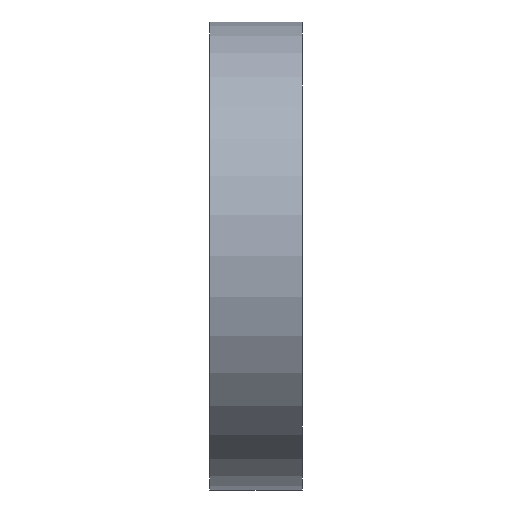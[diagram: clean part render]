
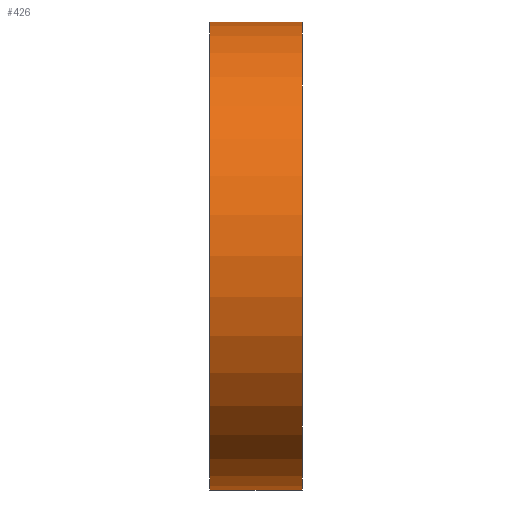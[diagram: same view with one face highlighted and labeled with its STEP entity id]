
A CAD part, left-side view. The second image highlights one B-rep face of the part: STEP entity #426.
In plain terms, the highlighted cylindrical face has radius 25.4 mm (diameter 50.8 mm), a partial arc.
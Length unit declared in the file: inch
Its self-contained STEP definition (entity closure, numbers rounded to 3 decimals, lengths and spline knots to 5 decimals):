
#74 = CARTESIAN_POINT ( 'NONE',  ( 0., 0.394, 0. ) ) ;
#98 = AXIS2_PLACEMENT_3D ( 'NONE', #74, #431, #636 ) ;
#110 = CARTESIAN_POINT ( 'NONE',  ( 0., 0.394, 1. ) ) ;
#120 = CARTESIAN_POINT ( 'NONE',  ( 0., 0., 1. ) ) ;
#134 = CARTESIAN_POINT ( 'NONE',  ( 0., 0., -1. ) ) ;
#135 = CIRCLE ( 'NONE', #892, 1. ) ;
#193 = ORIENTED_EDGE ( 'NONE', *, *, #595, .F. ) ;
#239 = CARTESIAN_POINT ( 'NONE',  ( 0., 0., 0. ) ) ;
#245 = DIRECTION ( 'NONE',  ( 0., 1., 0. ) ) ;
#262 = CARTESIAN_POINT ( 'NONE',  ( 0., 0.394, -1. ) ) ;
#273 = VERTEX_POINT ( 'NONE', #134 ) ;
#354 = VERTEX_POINT ( 'NONE', #808 ) ;
#382 = EDGE_CURVE ( 'NONE', #1155, #354, #135, .T. ) ;
#426 = ADVANCED_FACE ( 'NONE', ( #608 ), #1065, .T. ) ;
#431 = DIRECTION ( 'NONE',  ( 0., -1., 0. ) ) ;
#515 = ORIENTED_EDGE ( 'NONE', *, *, #797, .T. ) ;
#525 = AXIS2_PLACEMENT_3D ( 'NONE', #239, #912, #612 ) ;
#537 = DIRECTION ( 'NONE',  ( 0., -1., 0. ) ) ;
#565 = EDGE_CURVE ( 'NONE', #1155, #273, #630, .T. ) ;
#595 = EDGE_CURVE ( 'NONE', #354, #651, #1008, .T. ) ;
#608 = FACE_OUTER_BOUND ( 'NONE', #711, .T. ) ;
#612 = DIRECTION ( 'NONE',  ( 0., 0., 1. ) ) ;
#630 = LINE ( 'NONE', #262, #670 ) ;
#636 = DIRECTION ( 'NONE',  ( 0., 0., -1. ) ) ;
#651 = VERTEX_POINT ( 'NONE', #120 ) ;
#670 = VECTOR ( 'NONE', #537, 39.37008 ) ;
#711 = EDGE_LOOP ( 'NONE', ( #193, #1127, #832, #515 ) ) ;
#797 = EDGE_CURVE ( 'NONE', #273, #651, #1136, .T. ) ;
#808 = CARTESIAN_POINT ( 'NONE',  ( 0., 0.394, 1. ) ) ;
#832 = ORIENTED_EDGE ( 'NONE', *, *, #565, .T. ) ;
#864 = VECTOR ( 'NONE', #1124, 39.37008 ) ;
#892 = AXIS2_PLACEMENT_3D ( 'NONE', #1205, #245, #1001 ) ;
#912 = DIRECTION ( 'NONE',  ( 0., 1., 0. ) ) ;
#1001 = DIRECTION ( 'NONE',  ( 0., 0., 1. ) ) ;
#1008 = LINE ( 'NONE', #110, #864 ) ;
#1065 = CYLINDRICAL_SURFACE ( 'NONE', #98, 1. ) ;
#1068 = CARTESIAN_POINT ( 'NONE',  ( 0., 0.394, -1. ) ) ;
#1124 = DIRECTION ( 'NONE',  ( 0., -1., 0. ) ) ;
#1127 = ORIENTED_EDGE ( 'NONE', *, *, #382, .F. ) ;
#1136 = CIRCLE ( 'NONE', #525, 1. ) ;
#1155 = VERTEX_POINT ( 'NONE', #1068 ) ;
#1205 = CARTESIAN_POINT ( 'NONE',  ( 0., 0.394, 0. ) ) ;
